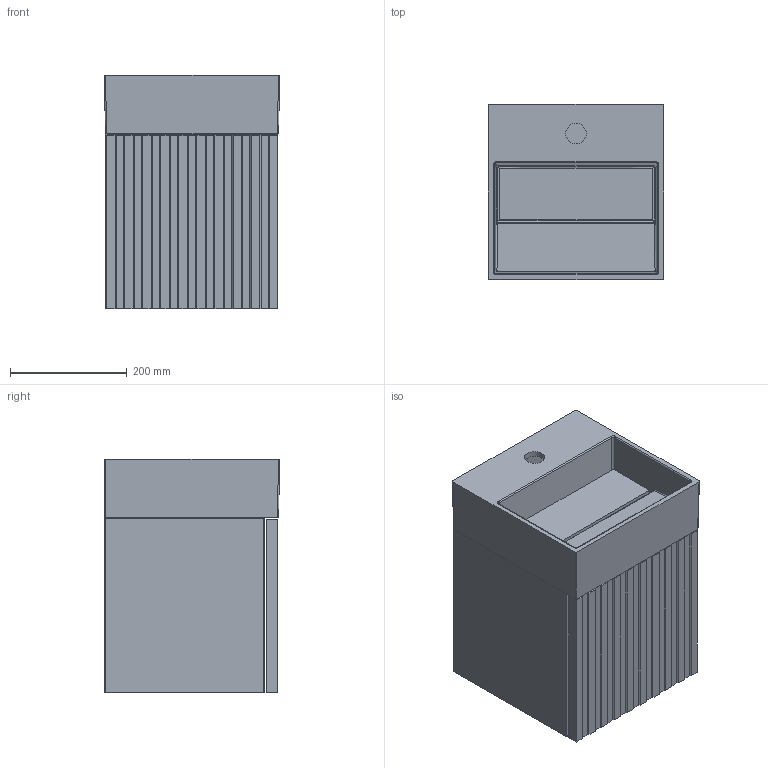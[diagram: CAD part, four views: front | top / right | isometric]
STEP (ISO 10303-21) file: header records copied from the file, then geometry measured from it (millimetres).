
FILE_DESCRIPTION(/* description */ (''),/* implementation_level */ '2;1');
FILE_NAME(/* name */ 'toni 300+тумба.stp',/* time_stamp */ '2025-08-19T13:47:41+03:00',/* author */ ('ya'),/* organization */ (''),/* preprocessor_version */ 'ST-DEVELOPER v18.1',/* originating_system */ 'Autodesk Inventor 2022',/* authorisation */ '');
FILE_SCHEMA (('AUTOMOTIVE_DESIGN { 1 0 10303 214 3 1 1 }'));
Length unit declared in the file: millimetre
Products named in the file (3): Сборка5; toni 300n; Toni 300
Assembly tree (2 placements, depth 2):
  Сборка5
    toni 300n
    Toni 300
Bounding box: 300 x 300 x 400 mm (x, y, z)
Volume: 8630376.4 mm3; surface area: 1408988.9 mm2
Topology: 14 solids, 14 shells, 253 faces, 604 edges, 377 vertices
Faces by surface type: plane 156, cylinder 43, bspline 41, cone 6, sphere 4, torus 3
Full cylindrical faces by diameter (mm): 10 x2, 35 x1, 45 x1
Entity records: 24053 total; most frequent: CARTESIAN_POINT 18368, ORIENTED_EDGE 1204, DIRECTION 1038, EDGE_CURVE 602, LINE 418, VECTOR 418, VERTEX_POINT 377, AXIS2_PLACEMENT_3D 310
